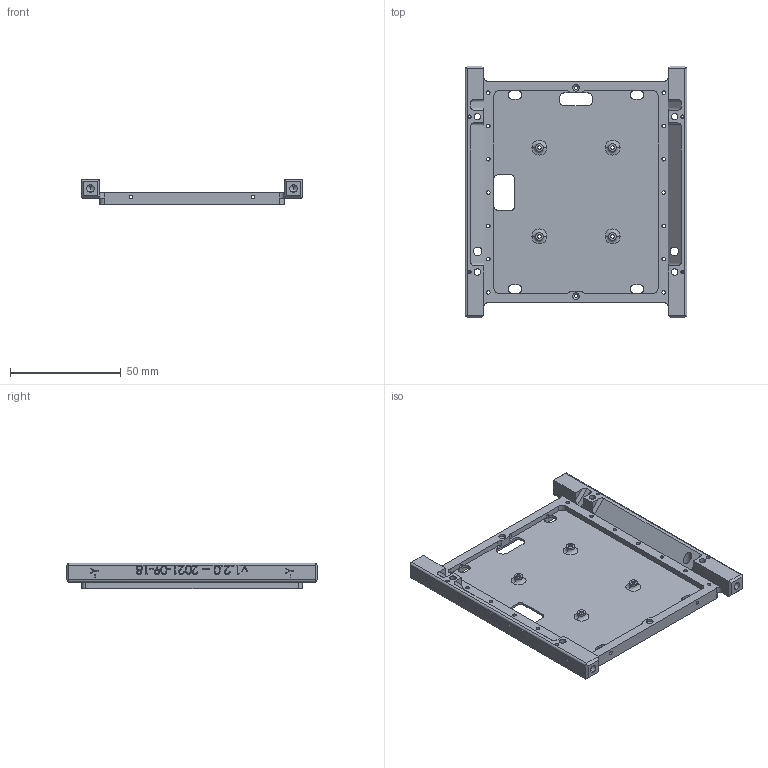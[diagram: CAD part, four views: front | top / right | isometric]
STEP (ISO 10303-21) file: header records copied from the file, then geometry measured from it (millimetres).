
FILE_DESCRIPTION (( 'STEP AP214' ), '1' );
FILE_NAME ('1U_minusX.STEP', '2021-09-27T02:48:16', ( '' ), ( '' ), 'SwSTEP 2.0', 'SolidWorks 2020', '' );
FILE_SCHEMA (( 'AUTOMOTIVE_DESIGN' ));
Length unit declared in the file: millimetre
Products named in the file (1): 1U_minusX
Bounding box: 100 x 113.5 x 11.5 mm (x, y, z)
Volume: 29565.8 mm3; surface area: 28544.3 mm2
Topology: 1 solids, 1 shells, 804 faces, 2190 edges, 1426 vertices
Faces by surface type: plane 434, cylinder 186, bspline 158, cone 16, torus 10
Entity records: 42442 total; most frequent: CARTESIAN_POINT 22761, ORIENTED_EDGE 4372, DIRECTION 3246, EDGE_CURVE 2186, VERTEX_POINT 1426, VECTOR 1232, LINE 1232, AXIS2_PLACEMENT_3D 1007
